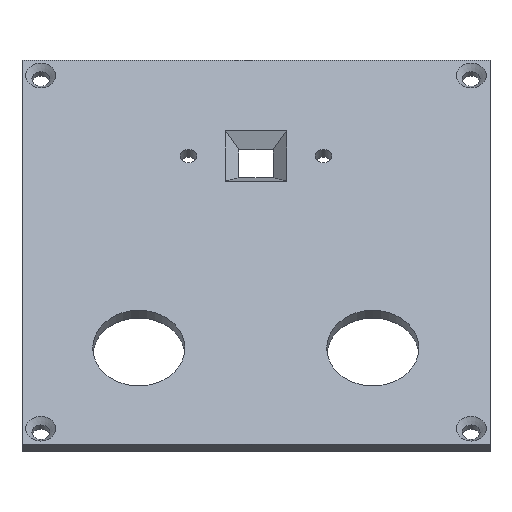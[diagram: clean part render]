
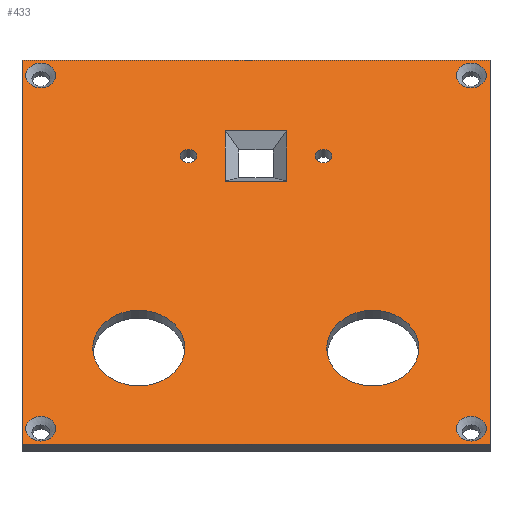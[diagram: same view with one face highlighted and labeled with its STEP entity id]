
A CAD part, front view. The second image highlights one B-rep face of the part: STEP entity #433.
In plain terms, the highlighted planar face has unit normal (0, -0.819, 0.574).
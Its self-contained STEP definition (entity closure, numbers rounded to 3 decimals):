
#15=FACE_BOUND('',#90,.T.);
#16=FACE_BOUND('',#91,.T.);
#17=FACE_BOUND('',#92,.T.);
#18=FACE_BOUND('',#93,.T.);
#19=FACE_BOUND('',#94,.T.);
#20=FACE_BOUND('',#95,.T.);
#21=FACE_BOUND('',#96,.T.);
#22=FACE_BOUND('',#97,.T.);
#23=FACE_BOUND('',#98,.T.);
#45=PLANE('',#489);
#67=FACE_OUTER_BOUND('',#89,.T.);
#89=EDGE_LOOP('',(#373,#374,#375,#376));
#90=EDGE_LOOP('',(#377));
#91=EDGE_LOOP('',(#378));
#92=EDGE_LOOP('',(#379));
#93=EDGE_LOOP('',(#380));
#94=EDGE_LOOP('',(#381,#382,#383,#384));
#95=EDGE_LOOP('',(#385));
#96=EDGE_LOOP('',(#386));
#97=EDGE_LOOP('',(#387));
#98=EDGE_LOOP('',(#388));
#113=LINE('',#641,#149);
#117=LINE('',#649,#153);
#120=LINE('',#655,#156);
#123=LINE('',#660,#159);
#135=LINE('',#709,#171);
#139=LINE('',#716,#175);
#142=LINE('',#722,#178);
#144=LINE('',#725,#180);
#149=VECTOR('',#523,10.);
#153=VECTOR('',#529,10.);
#156=VECTOR('',#534,10.);
#159=VECTOR('',#539,10.);
#171=VECTOR('',#593,10.);
#175=VECTOR('',#599,10.);
#178=VECTOR('',#604,10.);
#180=VECTOR('',#608,10.);
#181=CIRCLE('',#450,6.75);
#183=CIRCLE('',#453,6.75);
#185=CIRCLE('',#456,1.2);
#187=CIRCLE('',#459,1.2);
#189=CIRCLE('',#466,2.2);
#192=CIRCLE('',#471,2.2);
#195=CIRCLE('',#476,2.2);
#198=CIRCLE('',#481,2.2);
#201=VERTEX_POINT('',#615);
#203=VERTEX_POINT('',#621);
#205=VERTEX_POINT('',#627);
#207=VERTEX_POINT('',#633);
#209=VERTEX_POINT('',#639);
#210=VERTEX_POINT('',#640);
#213=VERTEX_POINT('',#648);
#215=VERTEX_POINT('',#654);
#217=VERTEX_POINT('',#663);
#220=VERTEX_POINT('',#673);
#223=VERTEX_POINT('',#683);
#226=VERTEX_POINT('',#693);
#231=VERTEX_POINT('',#706);
#232=VERTEX_POINT('',#708);
#234=VERTEX_POINT('',#714);
#236=VERTEX_POINT('',#720);
#237=EDGE_CURVE('',#201,#201,#181,.T.);
#240=EDGE_CURVE('',#203,#203,#183,.T.);
#243=EDGE_CURVE('',#205,#205,#185,.T.);
#246=EDGE_CURVE('',#207,#207,#187,.T.);
#249=EDGE_CURVE('',#209,#210,#113,.T.);
#253=EDGE_CURVE('',#210,#213,#117,.T.);
#256=EDGE_CURVE('',#213,#215,#120,.T.);
#259=EDGE_CURVE('',#215,#209,#123,.T.);
#261=EDGE_CURVE('',#217,#217,#189,.T.);
#266=EDGE_CURVE('',#220,#220,#192,.T.);
#271=EDGE_CURVE('',#223,#223,#195,.T.);
#276=EDGE_CURVE('',#226,#226,#198,.T.);
#283=EDGE_CURVE('',#231,#232,#135,.T.);
#287=EDGE_CURVE('',#234,#231,#139,.T.);
#290=EDGE_CURVE('',#236,#234,#142,.T.);
#292=EDGE_CURVE('',#232,#236,#144,.T.);
#373=ORIENTED_EDGE('',*,*,#283,.F.);
#374=ORIENTED_EDGE('',*,*,#287,.F.);
#375=ORIENTED_EDGE('',*,*,#290,.F.);
#376=ORIENTED_EDGE('',*,*,#292,.F.);
#377=ORIENTED_EDGE('',*,*,#237,.T.);
#378=ORIENTED_EDGE('',*,*,#240,.T.);
#379=ORIENTED_EDGE('',*,*,#243,.T.);
#380=ORIENTED_EDGE('',*,*,#246,.T.);
#381=ORIENTED_EDGE('',*,*,#249,.T.);
#382=ORIENTED_EDGE('',*,*,#253,.T.);
#383=ORIENTED_EDGE('',*,*,#256,.T.);
#384=ORIENTED_EDGE('',*,*,#259,.T.);
#385=ORIENTED_EDGE('',*,*,#261,.T.);
#386=ORIENTED_EDGE('',*,*,#266,.T.);
#387=ORIENTED_EDGE('',*,*,#271,.T.);
#388=ORIENTED_EDGE('',*,*,#276,.T.);
#433=ADVANCED_FACE('',(#67,#15,#16,#17,#18,#19,#20,#21,#22,#23),#45,.T.);
#450=AXIS2_PLACEMENT_3D('',#616,#495,#496);
#453=AXIS2_PLACEMENT_3D('',#622,#502,#503);
#456=AXIS2_PLACEMENT_3D('',#628,#509,#510);
#459=AXIS2_PLACEMENT_3D('',#634,#516,#517);
#466=AXIS2_PLACEMENT_3D('',#664,#543,#544);
#471=AXIS2_PLACEMENT_3D('',#674,#555,#556);
#476=AXIS2_PLACEMENT_3D('',#684,#567,#568);
#481=AXIS2_PLACEMENT_3D('',#694,#579,#580);
#489=AXIS2_PLACEMENT_3D('',#726,#609,#610);
#495=DIRECTION('center_axis',(0.,0.819,-0.574));
#496=DIRECTION('ref_axis',(1.,0.,0.));
#502=DIRECTION('center_axis',(0.,0.819,-0.574));
#503=DIRECTION('ref_axis',(1.,0.,0.));
#509=DIRECTION('center_axis',(0.,0.819,-0.574));
#510=DIRECTION('ref_axis',(0.,-0.574,-0.819));
#516=DIRECTION('center_axis',(0.,0.819,-0.574));
#517=DIRECTION('ref_axis',(0.,-0.574,-0.819));
#523=DIRECTION('',(1.,0.,0.));
#529=DIRECTION('',(0.,-0.574,-0.819));
#534=DIRECTION('',(-1.,0.,0.));
#539=DIRECTION('',(0.,0.574,0.819));
#543=DIRECTION('center_axis',(0.,0.819,-0.574));
#544=DIRECTION('ref_axis',(0.,-0.574,-0.819));
#555=DIRECTION('center_axis',(0.,0.819,-0.574));
#556=DIRECTION('ref_axis',(0.,-0.574,-0.819));
#567=DIRECTION('center_axis',(0.,0.819,-0.574));
#568=DIRECTION('ref_axis',(0.,-0.574,-0.819));
#579=DIRECTION('center_axis',(0.,0.819,-0.574));
#580=DIRECTION('ref_axis',(0.,-0.574,-0.819));
#593=DIRECTION('',(1.,0.,0.));
#599=DIRECTION('',(0.,0.574,0.819));
#604=DIRECTION('',(-1.,0.,0.));
#608=DIRECTION('',(0.,-0.574,-0.819));
#609=DIRECTION('center_axis',(0.,-0.819,
0.574));
#610=DIRECTION('ref_axis',(1.,0.,0.));
#615=CARTESIAN_POINT('',(87.594,11.131,70.897));
#616=CARTESIAN_POINT('Origin',(94.344,11.131,70.897));
#621=CARTESIAN_POINT('',(121.844,11.131,70.897));
#622=CARTESIAN_POINT('Origin',(128.594,11.131,70.897));
#627=CARTESIAN_POINT('',(101.615,31.5,99.987));
#628=CARTESIAN_POINT('Origin',(101.615,30.812,99.004));
#633=CARTESIAN_POINT('',(121.385,31.5,99.987));
#634=CARTESIAN_POINT('Origin',(121.385,30.812,99.004));
#639=CARTESIAN_POINT('',(107.,33.393,102.69));
#640=CARTESIAN_POINT('',(116.,33.393,102.69));
#641=CARTESIAN_POINT('',(110.25,33.393,102.69));
#648=CARTESIAN_POINT('',(116.,28.231,95.318));
#649=CARTESIAN_POINT('',(116.,26.609,93.001));
#654=CARTESIAN_POINT('',(107.,28.231,95.318));
#655=CARTESIAN_POINT('',(112.75,28.231,95.318));
#660=CARTESIAN_POINT('',(107.,25.175,90.953));
#663=CARTESIAN_POINT('',(143.,40.337,112.607));
#664=CARTESIAN_POINT('Origin',(143.,39.075,110.805));
#673=CARTESIAN_POINT('',(80.,4.13,60.898));
#674=CARTESIAN_POINT('Origin',(80.,2.868,59.096));
#683=CARTESIAN_POINT('',(80.,40.337,112.607));
#684=CARTESIAN_POINT('Origin',(80.,39.075,110.805));
#693=CARTESIAN_POINT('',(143.,4.13,60.898));
#694=CARTESIAN_POINT('Origin',(143.,2.868,59.096));
#706=CARTESIAN_POINT('',(77.25,40.652,113.057));
#708=CARTESIAN_POINT('',(145.75,40.652,113.057));
#709=CARTESIAN_POINT('',(77.25,40.652,113.057));
#714=CARTESIAN_POINT('',(77.25,1.291,56.843));
#716=CARTESIAN_POINT('',(77.25,1.291,56.843));
#720=CARTESIAN_POINT('',(145.75,1.291,56.843));
#722=CARTESIAN_POINT('',(145.75,1.291,56.843));
#725=CARTESIAN_POINT('',(145.75,40.652,113.057));
#726=CARTESIAN_POINT('Origin',(111.5,20.971,84.95));
